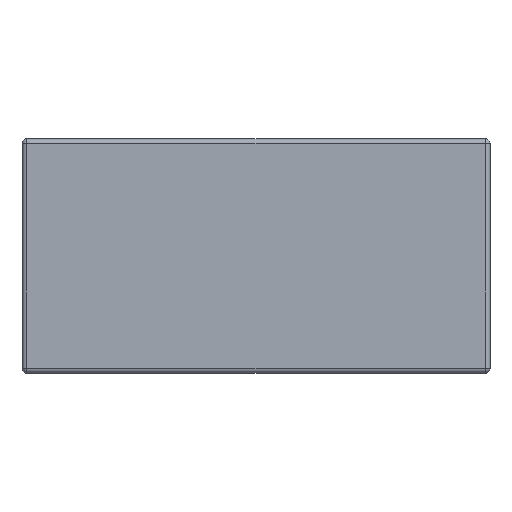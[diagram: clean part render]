
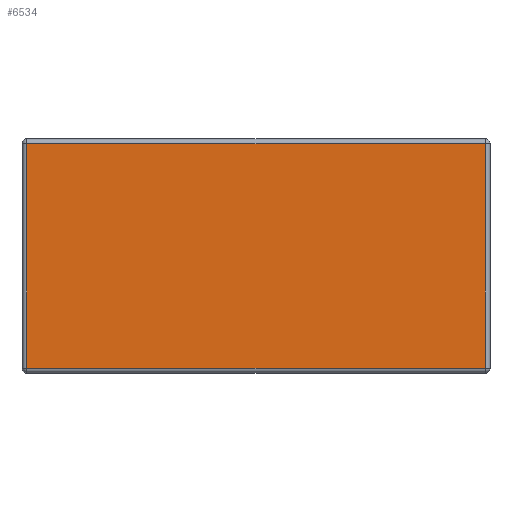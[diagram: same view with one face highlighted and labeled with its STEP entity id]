
A CAD part, top view. The second image highlights one B-rep face of the part: STEP entity #6534.
In plain terms, the highlighted planar face has unit normal (0, 0, 1).
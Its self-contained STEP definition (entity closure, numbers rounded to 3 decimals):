
#5747 = CYLINDRICAL_SURFACE('',#5748,2.);
#5748 = AXIS2_PLACEMENT_3D('',#5749,#5750,#5751);
#5749 = CARTESIAN_POINT('',(-100.,-48.,48.));
#5750 = DIRECTION('',(1.,0.,0.));
#5751 = DIRECTION('',(0.,-1.,-0.));
#5909 = CYLINDRICAL_SURFACE('',#5910,2.);
#5910 = AXIS2_PLACEMENT_3D('',#5911,#5912,#5913);
#5911 = CARTESIAN_POINT('',(-98.,50.,48.));
#5912 = DIRECTION('',(0.,-1.,0.));
#5913 = DIRECTION('',(-1.,-0.,0.));
#5963 = CYLINDRICAL_SURFACE('',#5964,2.);
#5964 = AXIS2_PLACEMENT_3D('',#5965,#5966,#5967);
#5965 = CARTESIAN_POINT('',(98.,-50.,48.));
#5966 = DIRECTION('',(0.,1.,0.));
#5967 = DIRECTION('',(1.,0.,-0.));
#6093 = CYLINDRICAL_SURFACE('',#6094,2.);
#6094 = AXIS2_PLACEMENT_3D('',#6095,#6096,#6097);
#6095 = CARTESIAN_POINT('',(100.,48.,48.));
#6096 = DIRECTION('',(-1.,0.,0.));
#6097 = DIRECTION('',(0.,0.,1.));
#6161 = VERTEX_POINT('',#6162);
#6162 = CARTESIAN_POINT('',(-98.,-48.,50.));
#6182 = EDGE_CURVE('',#6161,#6183,#6185,.T.);
#6183 = VERTEX_POINT('',#6184);
#6184 = CARTESIAN_POINT('',(98.,-48.,50.));
#6185 = SURFACE_CURVE('',#6186,(#6190,#6197),.PCURVE_S1.);
#6186 = LINE('',#6187,#6188);
#6187 = CARTESIAN_POINT('',(-100.,-48.,50.));
#6188 = VECTOR('',#6189,1.);
#6189 = DIRECTION('',(1.,0.,0.));
#6190 = PCURVE('',#5747,#6191);
#6191 = DEFINITIONAL_REPRESENTATION('',(#6192),#6196);
#6192 = LINE('',#6193,#6194);
#6193 = CARTESIAN_POINT('',(-1.571,0.));
#6194 = VECTOR('',#6195,1.);
#6195 = DIRECTION('',(-0.,1.));
#6196 = ( GEOMETRIC_REPRESENTATION_CONTEXT(2) 
PARAMETRIC_REPRESENTATION_CONTEXT() REPRESENTATION_CONTEXT('2D SPACE',''
  ) );
#6197 = PCURVE('',#6198,#6203);
#6198 = PLANE('',#6199);
#6199 = AXIS2_PLACEMENT_3D('',#6200,#6201,#6202);
#6200 = CARTESIAN_POINT('',(0.,0.,50.));
#6201 = DIRECTION('',(0.,0.,1.));
#6202 = DIRECTION('',(1.,0.,-0.));
#6203 = DEFINITIONAL_REPRESENTATION('',(#6204),#6208);
#6204 = LINE('',#6205,#6206);
#6205 = CARTESIAN_POINT('',(-100.,-48.));
#6206 = VECTOR('',#6207,1.);
#6207 = DIRECTION('',(1.,0.));
#6208 = ( GEOMETRIC_REPRESENTATION_CONTEXT(2) 
PARAMETRIC_REPRESENTATION_CONTEXT() REPRESENTATION_CONTEXT('2D SPACE',''
  ) );
#6301 = VERTEX_POINT('',#6302);
#6302 = CARTESIAN_POINT('',(-98.,48.,50.));
#6322 = EDGE_CURVE('',#6301,#6161,#6323,.T.);
#6323 = SURFACE_CURVE('',#6324,(#6328,#6335),.PCURVE_S1.);
#6324 = LINE('',#6325,#6326);
#6325 = CARTESIAN_POINT('',(-98.,50.,50.));
#6326 = VECTOR('',#6327,1.);
#6327 = DIRECTION('',(0.,-1.,0.));
#6328 = PCURVE('',#5909,#6329);
#6329 = DEFINITIONAL_REPRESENTATION('',(#6330),#6334);
#6330 = LINE('',#6331,#6332);
#6331 = CARTESIAN_POINT('',(-1.571,0.));
#6332 = VECTOR('',#6333,1.);
#6333 = DIRECTION('',(-0.,1.));
#6334 = ( GEOMETRIC_REPRESENTATION_CONTEXT(2) 
PARAMETRIC_REPRESENTATION_CONTEXT() REPRESENTATION_CONTEXT('2D SPACE',''
  ) );
#6335 = PCURVE('',#6198,#6336);
#6336 = DEFINITIONAL_REPRESENTATION('',(#6337),#6341);
#6337 = LINE('',#6338,#6339);
#6338 = CARTESIAN_POINT('',(-98.,50.));
#6339 = VECTOR('',#6340,1.);
#6340 = DIRECTION('',(0.,-1.));
#6341 = ( GEOMETRIC_REPRESENTATION_CONTEXT(2) 
PARAMETRIC_REPRESENTATION_CONTEXT() REPRESENTATION_CONTEXT('2D SPACE',''
  ) );
#6387 = EDGE_CURVE('',#6183,#6388,#6390,.T.);
#6388 = VERTEX_POINT('',#6389);
#6389 = CARTESIAN_POINT('',(98.,48.,50.));
#6390 = SURFACE_CURVE('',#6391,(#6395,#6402),.PCURVE_S1.);
#6391 = LINE('',#6392,#6393);
#6392 = CARTESIAN_POINT('',(98.,-50.,50.));
#6393 = VECTOR('',#6394,1.);
#6394 = DIRECTION('',(0.,1.,0.));
#6395 = PCURVE('',#5963,#6396);
#6396 = DEFINITIONAL_REPRESENTATION('',(#6397),#6401);
#6397 = LINE('',#6398,#6399);
#6398 = CARTESIAN_POINT('',(-1.571,0.));
#6399 = VECTOR('',#6400,1.);
#6400 = DIRECTION('',(-0.,1.));
#6401 = ( GEOMETRIC_REPRESENTATION_CONTEXT(2) 
PARAMETRIC_REPRESENTATION_CONTEXT() REPRESENTATION_CONTEXT('2D SPACE',''
  ) );
#6402 = PCURVE('',#6198,#6403);
#6403 = DEFINITIONAL_REPRESENTATION('',(#6404),#6408);
#6404 = LINE('',#6405,#6406);
#6405 = CARTESIAN_POINT('',(98.,-50.));
#6406 = VECTOR('',#6407,1.);
#6407 = DIRECTION('',(0.,1.));
#6408 = ( GEOMETRIC_REPRESENTATION_CONTEXT(2) 
PARAMETRIC_REPRESENTATION_CONTEXT() REPRESENTATION_CONTEXT('2D SPACE',''
  ) );
#6508 = EDGE_CURVE('',#6388,#6301,#6509,.T.);
#6509 = SURFACE_CURVE('',#6510,(#6514,#6521),.PCURVE_S1.);
#6510 = LINE('',#6511,#6512);
#6511 = CARTESIAN_POINT('',(100.,48.,50.));
#6512 = VECTOR('',#6513,1.);
#6513 = DIRECTION('',(-1.,0.,0.));
#6514 = PCURVE('',#6093,#6515);
#6515 = DEFINITIONAL_REPRESENTATION('',(#6516),#6520);
#6516 = LINE('',#6517,#6518);
#6517 = CARTESIAN_POINT('',(0.,0.));
#6518 = VECTOR('',#6519,1.);
#6519 = DIRECTION('',(0.,1.));
#6520 = ( GEOMETRIC_REPRESENTATION_CONTEXT(2) 
PARAMETRIC_REPRESENTATION_CONTEXT() REPRESENTATION_CONTEXT('2D SPACE',''
  ) );
#6521 = PCURVE('',#6198,#6522);
#6522 = DEFINITIONAL_REPRESENTATION('',(#6523),#6527);
#6523 = LINE('',#6524,#6525);
#6524 = CARTESIAN_POINT('',(100.,48.));
#6525 = VECTOR('',#6526,1.);
#6526 = DIRECTION('',(-1.,0.));
#6527 = ( GEOMETRIC_REPRESENTATION_CONTEXT(2) 
PARAMETRIC_REPRESENTATION_CONTEXT() REPRESENTATION_CONTEXT('2D SPACE',''
  ) );
#6534 = ADVANCED_FACE('',(#6535),#6198,.T.);
#6535 = FACE_BOUND('',#6536,.T.);
#6536 = EDGE_LOOP('',(#6537,#6538,#6539,#6540));
#6537 = ORIENTED_EDGE('',*,*,#6182,.T.);
#6538 = ORIENTED_EDGE('',*,*,#6387,.T.);
#6539 = ORIENTED_EDGE('',*,*,#6508,.T.);
#6540 = ORIENTED_EDGE('',*,*,#6322,.T.);
